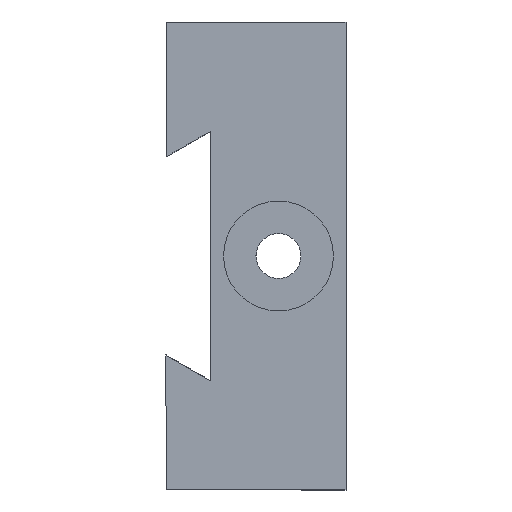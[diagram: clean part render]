
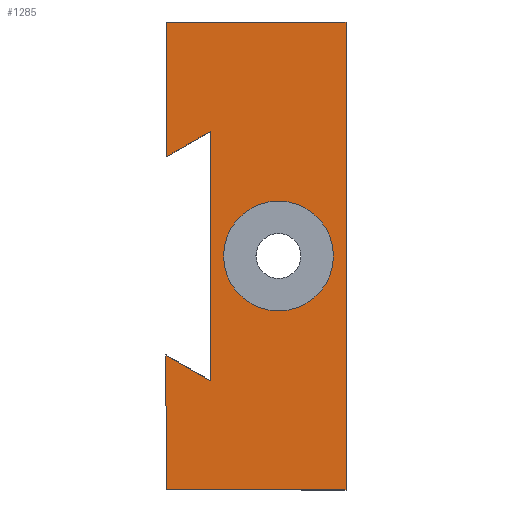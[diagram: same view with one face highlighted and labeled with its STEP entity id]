
A CAD part, left-side view. The second image highlights one B-rep face of the part: STEP entity #1285.
In plain terms, the highlighted planar face has unit normal (-1, 0, 0).
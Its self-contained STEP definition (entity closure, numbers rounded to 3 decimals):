
#1 = EDGE_LOOP ( 'NONE', ( #479, #645 ) ) ;
#6 = DIRECTION ( 'NONE',  ( 0., 0., 1. ) ) ;
#14 = VECTOR ( 'NONE', #857, 1000. ) ;
#16 = ORIENTED_EDGE ( 'NONE', *, *, #1588, .T. ) ;
#104 = ORIENTED_EDGE ( 'NONE', *, *, #649, .T. ) ;
#123 = CARTESIAN_POINT ( 'NONE',  ( -16., 10., 13. ) ) ;
#178 = EDGE_CURVE ( 'NONE', #510, #1382, #1483, .T. ) ;
#179 = VERTEX_POINT ( 'NONE', #1354 ) ;
#203 = VERTEX_POINT ( 'NONE', #495 ) ;
#228 = AXIS2_PLACEMENT_3D ( 'NONE', #415, #840, #929 ) ;
#261 = VECTOR ( 'NONE', #1422, 1000. ) ;
#284 = DIRECTION ( 'NONE',  ( -1., 0., 0. ) ) ;
#359 = EDGE_CURVE ( 'NONE', #1129, #203, #954, .T. ) ;
#399 = DIRECTION ( 'NONE',  ( -1., 0., 0. ) ) ;
#415 = CARTESIAN_POINT ( 'NONE',  ( -16., 10., 13. ) ) ;
#459 = CARTESIAN_POINT ( 'NONE',  ( -16., 10., 13. ) ) ;
#479 = ORIENTED_EDGE ( 'NONE', *, *, #595, .F. ) ;
#485 = LINE ( 'NONE', #747, #496 ) ;
#495 = CARTESIAN_POINT ( 'NONE',  ( -16., 3.75, 3.05 ) ) ;
#496 = VECTOR ( 'NONE', #738, 1000. ) ;
#510 = VERTEX_POINT ( 'NONE', #1063 ) ;
#550 = CARTESIAN_POINT ( 'NONE',  ( -16., 7.5, 6.943 ) ) ;
#557 = FACE_BOUND ( 'NONE', #1, .T. ) ;
#571 = EDGE_LOOP ( 'NONE', ( #621, #672, #1404, #1609, #1241, #104, #16, #1484 ) ) ;
#586 = VERTEX_POINT ( 'NONE', #1573 ) ;
#595 = EDGE_CURVE ( 'NONE', #203, #1129, #1451, .T. ) ;
#621 = ORIENTED_EDGE ( 'NONE', *, *, #1051, .F. ) ;
#645 = ORIENTED_EDGE ( 'NONE', *, *, #359, .F. ) ;
#649 = EDGE_CURVE ( 'NONE', #510, #905, #485, .T. ) ;
#672 = ORIENTED_EDGE ( 'NONE', *, *, #1223, .T. ) ;
#706 = EDGE_CURVE ( 'NONE', #805, #586, #992, .T. ) ;
#738 = DIRECTION ( 'NONE',  ( 0., -1., 0. ) ) ;
#747 = CARTESIAN_POINT ( 'NONE',  ( -16., 10., -13. ) ) ;
#754 = DIRECTION ( 'NONE',  ( 0., 0.866, 0.5 ) ) ;
#779 = VECTOR ( 'NONE', #1175, 1000. ) ;
#784 = CARTESIAN_POINT ( 'NONE',  ( -16., 3.75, -3.05 ) ) ;
#805 = VERTEX_POINT ( 'NONE', #1453 ) ;
#817 = DIRECTION ( 'NONE',  ( 0., -0.866, 0.5 ) ) ;
#837 = CARTESIAN_POINT ( 'NONE',  ( -16., 10., 13. ) ) ;
#840 = DIRECTION ( 'NONE',  ( 1., 0., 0. ) ) ;
#857 = DIRECTION ( 'NONE',  ( 0., 0., -1. ) ) ;
#860 = CARTESIAN_POINT ( 'NONE',  ( -16., 7.5, -6.943 ) ) ;
#865 = CARTESIAN_POINT ( 'NONE',  ( -16., 10., -5.5 ) ) ;
#905 = VERTEX_POINT ( 'NONE', #1280 ) ;
#925 = CARTESIAN_POINT ( 'NONE',  ( -16., 3.75, 0. ) ) ;
#929 = DIRECTION ( 'NONE',  ( 0., 0., -1. ) ) ;
#935 = LINE ( 'NONE', #550, #1042 ) ;
#942 = VERTEX_POINT ( 'NONE', #860 ) ;
#954 = CIRCLE ( 'NONE', #1176, 3.05 ) ;
#965 = DIRECTION ( 'NONE',  ( 0., 0., 1. ) ) ;
#988 = CARTESIAN_POINT ( 'NONE',  ( -16., 10., -5.5 ) ) ;
#992 = LINE ( 'NONE', #459, #1142 ) ;
#1042 = VECTOR ( 'NONE', #817, 1000. ) ;
#1051 = EDGE_CURVE ( 'NONE', #179, #805, #1564, .T. ) ;
#1062 = CARTESIAN_POINT ( 'NONE',  ( -16., 0., 13. ) ) ;
#1063 = CARTESIAN_POINT ( 'NONE',  ( -16., 10., -13. ) ) ;
#1073 = PLANE ( 'NONE',  #228 ) ;
#1105 = DIRECTION ( 'NONE',  ( 0., 0., 1. ) ) ;
#1123 = VECTOR ( 'NONE', #754, 1000. ) ;
#1127 = LINE ( 'NONE', #1392, #14 ) ;
#1129 = VERTEX_POINT ( 'NONE', #784 ) ;
#1142 = VECTOR ( 'NONE', #1617, 1000. ) ;
#1175 = DIRECTION ( 'NONE',  ( 0., 0., 1. ) ) ;
#1176 = AXIS2_PLACEMENT_3D ( 'NONE', #1439, #399, #6 ) ;
#1223 = EDGE_CURVE ( 'NONE', #179, #1268, #935, .T. ) ;
#1241 = ORIENTED_EDGE ( 'NONE', *, *, #178, .F. ) ;
#1268 = VERTEX_POINT ( 'NONE', #1330 ) ;
#1275 = VECTOR ( 'NONE', #965, 1000. ) ;
#1280 = CARTESIAN_POINT ( 'NONE',  ( -16., 0., -13. ) ) ;
#1285 = ADVANCED_FACE ( 'NONE', ( #557, #1575 ), #1073, .F. ) ;
#1317 = AXIS2_PLACEMENT_3D ( 'NONE', #925, #284, #1105 ) ;
#1329 = EDGE_CURVE ( 'NONE', #942, #1382, #1620, .T. ) ;
#1330 = CARTESIAN_POINT ( 'NONE',  ( -16., 7.5, 6.943 ) ) ;
#1340 = EDGE_CURVE ( 'NONE', #1268, #942, #1127, .T. ) ;
#1354 = CARTESIAN_POINT ( 'NONE',  ( -16., 10., 5.5 ) ) ;
#1382 = VERTEX_POINT ( 'NONE', #865 ) ;
#1392 = CARTESIAN_POINT ( 'NONE',  ( -16., 7.5, -6.943 ) ) ;
#1404 = ORIENTED_EDGE ( 'NONE', *, *, #1340, .T. ) ;
#1422 = DIRECTION ( 'NONE',  ( 0., 0., 1. ) ) ;
#1439 = CARTESIAN_POINT ( 'NONE',  ( -16., 3.75, 0. ) ) ;
#1451 = CIRCLE ( 'NONE', #1317, 3.05 ) ;
#1453 = CARTESIAN_POINT ( 'NONE',  ( -16., 10., 13. ) ) ;
#1483 = LINE ( 'NONE', #837, #1275 ) ;
#1484 = ORIENTED_EDGE ( 'NONE', *, *, #706, .F. ) ;
#1564 = LINE ( 'NONE', #123, #261 ) ;
#1573 = CARTESIAN_POINT ( 'NONE',  ( -16., 0., 13. ) ) ;
#1575 = FACE_OUTER_BOUND ( 'NONE', #571, .T. ) ;
#1577 = LINE ( 'NONE', #1062, #779 ) ;
#1588 = EDGE_CURVE ( 'NONE', #905, #586, #1577, .T. ) ;
#1609 = ORIENTED_EDGE ( 'NONE', *, *, #1329, .T. ) ;
#1617 = DIRECTION ( 'NONE',  ( 0., -1., 0. ) ) ;
#1620 = LINE ( 'NONE', #988, #1123 ) ;
